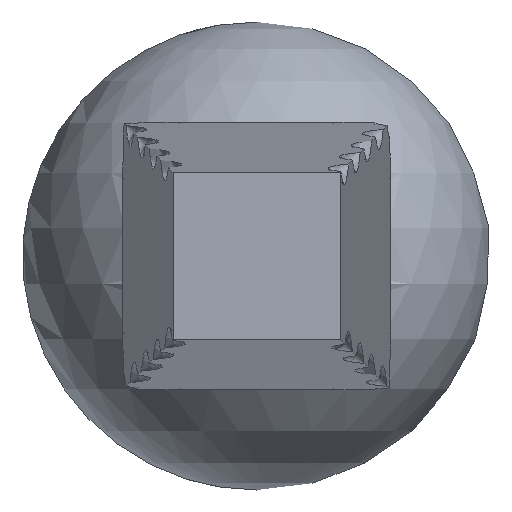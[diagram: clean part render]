
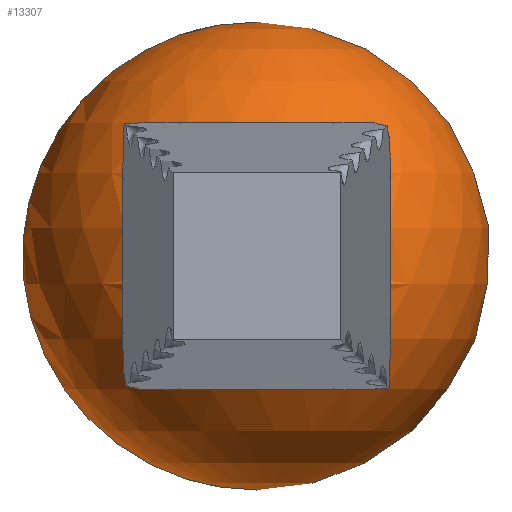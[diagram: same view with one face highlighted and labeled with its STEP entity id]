
A CAD part, front view. The second image highlights one B-rep face of the part: STEP entity #13307.
In plain terms, the highlighted spherical face has radius 35 mm.
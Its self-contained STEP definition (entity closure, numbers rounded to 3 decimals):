
#319 = CARTESIAN_POINT ( 'NONE',  ( 12., 119.39, 12. ) ) ;
#353 = CARTESIAN_POINT ( 'NONE',  ( 12., 180.61, -12. ) ) ;
#358 = EDGE_CURVE ( 'NONE', #12692, #5632, #9031, .T. ) ;
#571 = CARTESIAN_POINT ( 'NONE',  ( -12., 150., 0. ) ) ;
#680 = DIRECTION ( 'NONE',  ( 1., 0., 0. ) ) ;
#1000 = DIRECTION ( 'NONE',  ( 0., 0., 1. ) ) ;
#1239 = ORIENTED_EDGE ( 'NONE', *, *, #18383, .T. ) ;
#2177 = EDGE_CURVE ( 'NONE', #15243, #16774, #5852, .T. ) ;
#2761 = VERTEX_POINT ( 'NONE', #8481 ) ;
#2786 = CARTESIAN_POINT ( 'NONE',  ( -12., 150., 0. ) ) ;
#2950 = CARTESIAN_POINT ( 'NONE',  ( 0., 150., 12. ) ) ;
#3113 = CIRCLE ( 'NONE', #10927, 32.879 ) ;
#3421 = VERTEX_POINT ( 'NONE', #16078 ) ;
#4451 = DIRECTION ( 'NONE',  ( 0., 0., 1. ) ) ;
#4463 = DIRECTION ( 'NONE',  ( 0., 0., 1. ) ) ;
#4497 = AXIS2_PLACEMENT_3D ( 'NONE', #17864, #16462, #680 ) ;
#4942 = DIRECTION ( 'NONE',  ( 1., 0., 0. ) ) ;
#4966 = EDGE_CURVE ( 'NONE', #16774, #12692, #6255, .T. ) ;
#5212 = DIRECTION ( 'NONE',  ( 0., 0., 1. ) ) ;
#5349 = AXIS2_PLACEMENT_3D ( 'NONE', #2950, #4451, #14363 ) ;
#5632 = VERTEX_POINT ( 'NONE', #13086 ) ;
#5648 = EDGE_CURVE ( 'NONE', #16534, #13803, #18064, .T. ) ;
#5852 = CIRCLE ( 'NONE', #5349, 32.879 ) ;
#5858 = CARTESIAN_POINT ( 'NONE',  ( 0., 150., 0. ) ) ;
#6255 = CIRCLE ( 'NONE', #6656, 32.879 ) ;
#6380 = DIRECTION ( 'NONE',  ( 0., 0., -1. ) ) ;
#6656 = AXIS2_PLACEMENT_3D ( 'NONE', #14011, #18367, #1000 ) ;
#7227 = CARTESIAN_POINT ( 'NONE',  ( -12., 119.39, 12. ) ) ;
#7592 = DIRECTION ( 'NONE',  ( -1., 0., 0. ) ) ;
#8066 = EDGE_CURVE ( 'NONE', #2761, #16534, #3113, .T. ) ;
#8481 = CARTESIAN_POINT ( 'NONE',  ( -12., 180.61, 12. ) ) ;
#8482 = CARTESIAN_POINT ( 'NONE',  ( 12., 119.39, -12. ) ) ;
#8548 = DIRECTION ( 'NONE',  ( 1., 0., 0. ) ) ;
#8931 = AXIS2_PLACEMENT_3D ( 'NONE', #5858, #17489, #8548 ) ;
#9031 = CIRCLE ( 'NONE', #4497, 32.879 ) ;
#9529 = CARTESIAN_POINT ( 'NONE',  ( 0., 150., -12. ) ) ;
#9953 = FACE_OUTER_BOUND ( 'NONE', #18556, .T. ) ;
#10081 = CIRCLE ( 'NONE', #10388, 32.879 ) ;
#10315 = ORIENTED_EDGE ( 'NONE', *, *, #358, .T. ) ;
#10346 = DIRECTION ( 'NONE',  ( -1., 0., 0. ) ) ;
#10388 = AXIS2_PLACEMENT_3D ( 'NONE', #9529, #5212, #12128 ) ;
#10583 = EDGE_CURVE ( 'NONE', #3421, #2761, #14560, .T. ) ;
#10700 = CARTESIAN_POINT ( 'NONE',  ( 0., 150., 12. ) ) ;
#10927 = AXIS2_PLACEMENT_3D ( 'NONE', #10700, #15119, #7592 ) ;
#11332 = FACE_OUTER_BOUND ( 'NONE', #16385, .T. ) ;
#11396 = DIRECTION ( 'NONE',  ( -1., 0., 0. ) ) ;
#12128 = DIRECTION ( 'NONE',  ( 1., 0., 0. ) ) ;
#12455 = SPHERICAL_SURFACE ( 'NONE', #8931, 35. ) ;
#12692 = VERTEX_POINT ( 'NONE', #8482 ) ;
#13086 = CARTESIAN_POINT ( 'NONE',  ( -12., 119.39, -12. ) ) ;
#13307 = ADVANCED_FACE ( 'NONE', ( #11332, #9953 ), #12455, .T. ) ;
#13684 = AXIS2_PLACEMENT_3D ( 'NONE', #2786, #11396, #14189 ) ;
#13686 = AXIS2_PLACEMENT_3D ( 'NONE', #571, #4942, #6380 ) ;
#13803 = VERTEX_POINT ( 'NONE', #353 ) ;
#13982 = CARTESIAN_POINT ( 'NONE',  ( 12., 180.61, 12. ) ) ;
#14011 = CARTESIAN_POINT ( 'NONE',  ( 12., 150., 0. ) ) ;
#14189 = DIRECTION ( 'NONE',  ( 0., 0., -1. ) ) ;
#14363 = DIRECTION ( 'NONE',  ( -1., 0., 0. ) ) ;
#14555 = ORIENTED_EDGE ( 'NONE', *, *, #10583, .F. ) ;
#14560 = CIRCLE ( 'NONE', #13686, 32.879 ) ;
#15119 = DIRECTION ( 'NONE',  ( 0., 0., -1. ) ) ;
#15243 = VERTEX_POINT ( 'NONE', #7227 ) ;
#15437 = ORIENTED_EDGE ( 'NONE', *, *, #5648, .F. ) ;
#15846 = ORIENTED_EDGE ( 'NONE', *, *, #8066, .F. ) ;
#16078 = CARTESIAN_POINT ( 'NONE',  ( -12., 180.61, -12. ) ) ;
#16264 = CIRCLE ( 'NONE', #13684, 32.879 ) ;
#16385 = EDGE_LOOP ( 'NONE', ( #15437, #15846, #14555, #18121 ) ) ;
#16462 = DIRECTION ( 'NONE',  ( 0., 0., -1. ) ) ;
#16534 = VERTEX_POINT ( 'NONE', #13982 ) ;
#16774 = VERTEX_POINT ( 'NONE', #319 ) ;
#16928 = ORIENTED_EDGE ( 'NONE', *, *, #4966, .T. ) ;
#17489 = DIRECTION ( 'NONE',  ( 0., 0., -1. ) ) ;
#17641 = CARTESIAN_POINT ( 'NONE',  ( 12., 150., 0. ) ) ;
#17864 = CARTESIAN_POINT ( 'NONE',  ( 0., 150., -12. ) ) ;
#17871 = AXIS2_PLACEMENT_3D ( 'NONE', #17641, #10346, #4463 ) ;
#18064 = CIRCLE ( 'NONE', #17871, 32.879 ) ;
#18121 = ORIENTED_EDGE ( 'NONE', *, *, #18690, .F. ) ;
#18162 = ORIENTED_EDGE ( 'NONE', *, *, #2177, .T. ) ;
#18367 = DIRECTION ( 'NONE',  ( 1., 0., 0. ) ) ;
#18383 = EDGE_CURVE ( 'NONE', #5632, #15243, #16264, .T. ) ;
#18556 = EDGE_LOOP ( 'NONE', ( #16928, #10315, #1239, #18162 ) ) ;
#18690 = EDGE_CURVE ( 'NONE', #13803, #3421, #10081, .T. ) ;
